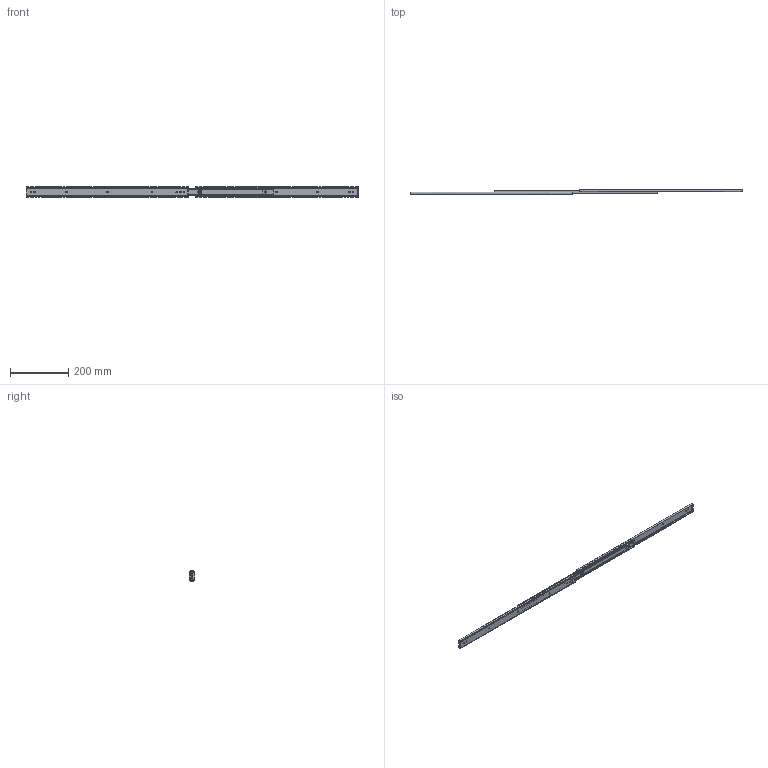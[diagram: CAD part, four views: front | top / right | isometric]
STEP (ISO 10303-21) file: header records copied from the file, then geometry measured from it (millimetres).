
FILE_DESCRIPTION((''),'2;1');
FILE_NAME('','2005-12-14T15:49:46',(''),(''),'','CADfix','');
FILE_SCHEMA(('AUTOMOTIVE_DESIGN'));
Length unit declared in the file: millimetre
Products named in the file (8): retainer_mr-1; ball; member_B_mr-1; member_A_mr-1; retainer; member_B; member_A; TM_167_22_25935_36
Assembly tree (90 placements, depth 2):
  TM_167_22_25935_36
    retainer_mr-1
    ball  x84
    member_B_mr-1
    member_A_mr-1
    retainer
    member_B
    member_A
Bounding box: 1140 x 19.1 x 35.3 mm (x, y, z)
Volume: 169659 mm3; surface area: 245050 mm2
Topology: 90 solids, 90 shells, 1148 faces, 3164 edges, 2276 vertices
Faces by surface type: bspline 1148
Entity records: 36145 total; most frequent: CARTESIAN_POINT 17562, ORIENTED_EDGE 5996, EDGE_CURVE 2998, QUASI_UNIFORM_CURVE 2160, VERTEX_POINT 2110, EDGE_LOOP 1282, FACE_OUTER_BOUND 982, ADVANCED_FACE 982
